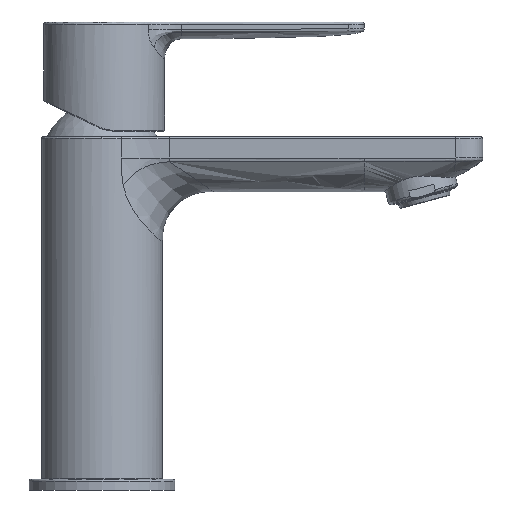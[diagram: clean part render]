
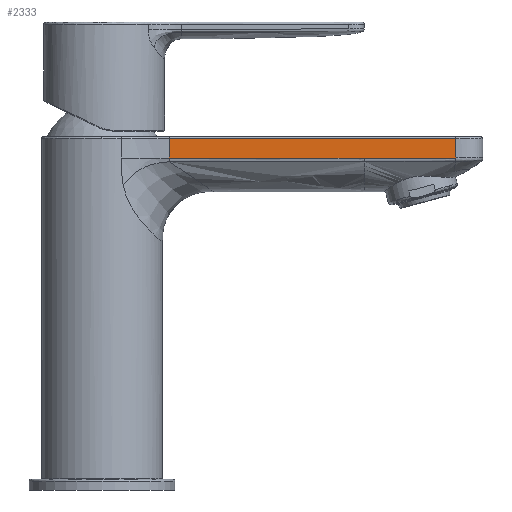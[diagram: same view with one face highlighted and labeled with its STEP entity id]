
A CAD part, front view. The second image highlights one B-rep face of the part: STEP entity #2333.
In plain terms, the highlighted planar face has unit normal (0, -1, 0).
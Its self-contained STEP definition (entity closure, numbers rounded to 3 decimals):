
#860=ORIENTED_EDGE('',*,*,#1344,.T.);
#861=ORIENTED_EDGE('',*,*,#1345,.T.);
#862=ORIENTED_EDGE('',*,*,#1308,.F.);
#863=ORIENTED_EDGE('',*,*,#1346,.T.);
#864=ORIENTED_EDGE('',*,*,#1347,.T.);
#865=ORIENTED_EDGE('',*,*,#1348,.T.);
#1308=EDGE_CURVE('',#1613,#1614,#1802,.F.);
#1344=EDGE_CURVE('',#1638,#1639,#1838,.T.);
#1345=EDGE_CURVE('',#1639,#1614,#1839,.T.);
#1346=EDGE_CURVE('',#1613,#1640,#1840,.T.);
#1347=EDGE_CURVE('',#1640,#1641,#1841,.T.);
#1348=EDGE_CURVE('',#1641,#1638,#1842,.T.);
#1613=VERTEX_POINT('',#8090);
#1614=VERTEX_POINT('',#8095);
#1638=VERTEX_POINT('',#9085);
#1639=VERTEX_POINT('',#9086);
#1640=VERTEX_POINT('',#9095);
#1641=VERTEX_POINT('',#9100);
#1802=B_SPLINE_CURVE_WITH_KNOTS('',3,(#8091,#8092,#8093,#8094),
 .UNSPECIFIED.,.F.,.F.,(4,4),(0.,1.),.UNSPECIFIED.);
#1838=B_SPLINE_CURVE_WITH_KNOTS('',3,(#9081,#9082,#9083,#9084),
 .UNSPECIFIED.,.F.,.F.,(4,4),(0.,1.),.UNSPECIFIED.);
#1839=B_SPLINE_CURVE_WITH_KNOTS('',3,(#9087,#9088,#9089,#9090),
 .UNSPECIFIED.,.F.,.F.,(4,4),(0.,1.),.UNSPECIFIED.);
#1840=B_SPLINE_CURVE_WITH_KNOTS('',3,(#9091,#9092,#9093,#9094),
 .UNSPECIFIED.,.F.,.F.,(4,4),(0.,1.),.UNSPECIFIED.);
#1841=B_SPLINE_CURVE_WITH_KNOTS('',3,(#9096,#9097,#9098,#9099),
 .UNSPECIFIED.,.F.,.F.,(4,4),(0.,1.),.UNSPECIFIED.);
#1842=B_SPLINE_CURVE_WITH_KNOTS('',3,(#9101,#9102,#9103,#9104),
 .UNSPECIFIED.,.F.,.F.,(4,4),(0.,1.),.UNSPECIFIED.);
#2017=EDGE_LOOP('',(#860,#861,#862,#863,#864,#865));
#2168=FACE_BOUND('',#2017,.T.);
#2224=PLANE('',#2840);
#2333=ADVANCED_FACE('',(#2168),#2224,.T.);
#2840=AXIS2_PLACEMENT_3D('',#9080,#3221,#3222);
#3221=DIRECTION('',(0.,-1.,0.));
#3222=DIRECTION('',(0.,0.,1.));
#8090=CARTESIAN_POINT('',(22.335,-16.341,111.303));
#8091=CARTESIAN_POINT('',(22.335,-16.341,117.699));
#8092=CARTESIAN_POINT('',(22.335,-16.341,115.567));
#8093=CARTESIAN_POINT('',(22.335,-16.341,113.435));
#8094=CARTESIAN_POINT('',(22.335,-16.341,111.303));
#8095=CARTESIAN_POINT('',(22.335,-16.341,117.699));
#9080=CARTESIAN_POINT('',(126.,-16.341,110.695));
#9081=CARTESIAN_POINT('',(117.,-16.341,111.304));
#9082=CARTESIAN_POINT('',(117.,-16.341,113.436));
#9083=CARTESIAN_POINT('',(117.,-16.341,115.568));
#9084=CARTESIAN_POINT('',(117.,-16.341,117.699));
#9085=CARTESIAN_POINT('',(117.001,-16.341,111.304));
#9086=CARTESIAN_POINT('',(117.,-16.341,117.699));
#9087=CARTESIAN_POINT('',(117.,-16.341,117.699));
#9088=CARTESIAN_POINT('',(85.445,-16.341,117.699));
#9089=CARTESIAN_POINT('',(53.89,-16.341,117.699));
#9090=CARTESIAN_POINT('',(22.335,-16.341,117.699));
#9091=CARTESIAN_POINT('',(22.335,-16.341,111.302));
#9092=CARTESIAN_POINT('',(42.794,-16.341,111.302));
#9093=CARTESIAN_POINT('',(63.252,-16.341,111.302));
#9094=CARTESIAN_POINT('',(83.71,-16.341,111.301));
#9095=CARTESIAN_POINT('',(83.71,-16.341,111.301));
#9096=CARTESIAN_POINT('',(83.71,-16.341,111.301));
#9097=CARTESIAN_POINT('',(84.765,-16.341,111.301));
#9098=CARTESIAN_POINT('',(85.819,-16.341,111.301));
#9099=CARTESIAN_POINT('',(86.874,-16.341,111.301));
#9100=CARTESIAN_POINT('',(86.874,-16.341,111.301));
#9101=CARTESIAN_POINT('',(86.874,-16.341,111.301));
#9102=CARTESIAN_POINT('',(105.453,-16.341,111.301));
#9103=CARTESIAN_POINT('',(115.495,-16.341,111.302));
#9104=CARTESIAN_POINT('',(117.001,-16.341,111.304));
